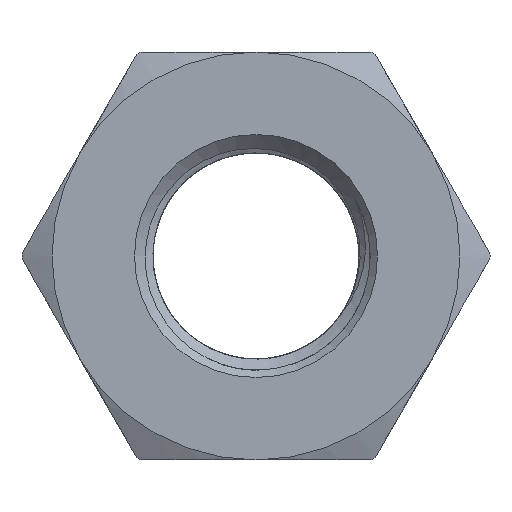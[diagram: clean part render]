
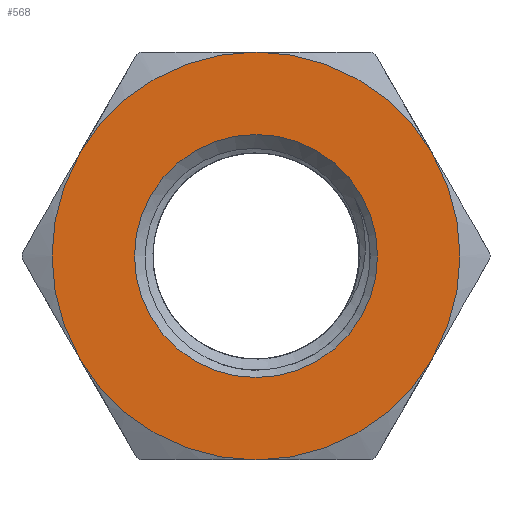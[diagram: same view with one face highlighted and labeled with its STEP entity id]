
A CAD part, left-side view. The second image highlights one B-rep face of the part: STEP entity #568.
In plain terms, the highlighted planar face has unit normal (-1, 0, 0).
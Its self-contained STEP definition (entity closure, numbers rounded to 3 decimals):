
#35=PLANE('',#636);
#101=FACE_BOUND('',#174,.T.);
#134=FACE_OUTER_BOUND('',#173,.T.);
#173=EDGE_LOOP('',(#507,#508,#509,#510,#511,#512));
#174=EDGE_LOOP('',(#513));
#183=CIRCLE('',#584,8.301);
#191=CIRCLE('',#606,13.935);
#193=CIRCLE('',#609,13.935);
#196=CIRCLE('',#613,13.935);
#197=CIRCLE('',#615,13.935);
#200=CIRCLE('',#619,13.935);
#208=CIRCLE('',#634,13.935);
#233=VERTEX_POINT('',#840);
#253=VERTEX_POINT('',#4876);
#258=VERTEX_POINT('',#4891);
#263=VERTEX_POINT('',#4906);
#270=VERTEX_POINT('',#4925);
#273=VERTEX_POINT('',#4936);
#278=VERTEX_POINT('',#4951);
#287=EDGE_CURVE('',#233,#233,#183,.T.);
#345=EDGE_CURVE('',#270,#278,#191,.T.);
#347=EDGE_CURVE('',#263,#270,#193,.T.);
#350=EDGE_CURVE('',#278,#258,#196,.T.);
#351=EDGE_CURVE('',#258,#273,#197,.T.);
#354=EDGE_CURVE('',#273,#253,#200,.T.);
#362=EDGE_CURVE('',#253,#263,#208,.T.);
#507=ORIENTED_EDGE('',*,*,#362,.F.);
#508=ORIENTED_EDGE('',*,*,#354,.F.);
#509=ORIENTED_EDGE('',*,*,#351,.F.);
#510=ORIENTED_EDGE('',*,*,#350,.F.);
#511=ORIENTED_EDGE('',*,*,#345,.F.);
#512=ORIENTED_EDGE('',*,*,#347,.F.);
#513=ORIENTED_EDGE('',*,*,#287,.T.);
#568=ADVANCED_FACE('',(#134,#101),#35,.T.);
#584=AXIS2_PLACEMENT_3D('',#841,#650,#651);
#606=AXIS2_PLACEMENT_3D('',#4965,#716,#717);
#609=AXIS2_PLACEMENT_3D('',#4968,#722,#723);
#613=AXIS2_PLACEMENT_3D('',#4972,#730,#731);
#615=AXIS2_PLACEMENT_3D('',#4974,#734,#735);
#619=AXIS2_PLACEMENT_3D('',#4978,#742,#743);
#634=AXIS2_PLACEMENT_3D('',#4994,#772,#773);
#636=AXIS2_PLACEMENT_3D('',#4996,#776,#777);
#650=DIRECTION('center_axis',(1.,0.,0.));
#651=DIRECTION('ref_axis',(0.,1.,0.));
#716=DIRECTION('center_axis',(1.,0.,0.));
#717=DIRECTION('ref_axis',(0.,-1.,0.));
#722=DIRECTION('center_axis',(1.,0.,0.));
#723=DIRECTION('ref_axis',(0.,-1.,0.));
#730=DIRECTION('center_axis',(1.,0.,0.));
#731=DIRECTION('ref_axis',(0.,-1.,0.));
#734=DIRECTION('center_axis',(1.,0.,0.));
#735=DIRECTION('ref_axis',(0.,-1.,0.));
#742=DIRECTION('center_axis',(1.,0.,0.));
#743=DIRECTION('ref_axis',(0.,-1.,0.));
#772=DIRECTION('center_axis',(1.,0.,0.));
#773=DIRECTION('ref_axis',(0.,-1.,0.));
#776=DIRECTION('center_axis',(-1.,0.,0.));
#777=DIRECTION('ref_axis',(0.,0.,1.));
#840=CARTESIAN_POINT('',(-19.,8.301,0.));
#841=CARTESIAN_POINT('Origin',(-19.,0.,0.));
#4876=CARTESIAN_POINT('',(-19.,12.068,-6.968));
#4891=CARTESIAN_POINT('',(-19.,-12.068,-6.967));
#4906=CARTESIAN_POINT('',(-19.,12.068,6.967));
#4925=CARTESIAN_POINT('',(-19.,0.,13.935));
#4936=CARTESIAN_POINT('',(-19.,0.,-13.935));
#4951=CARTESIAN_POINT('',(-19.,-12.068,6.968));
#4965=CARTESIAN_POINT('Origin',(-19.,0.,0.));
#4968=CARTESIAN_POINT('Origin',(-19.,0.,0.));
#4972=CARTESIAN_POINT('Origin',(-19.,0.,0.));
#4974=CARTESIAN_POINT('Origin',(-19.,0.,0.));
#4978=CARTESIAN_POINT('Origin',(-19.,0.,0.));
#4994=CARTESIAN_POINT('Origin',(-19.,0.,0.));
#4996=CARTESIAN_POINT('Origin',(-19.,15.985,0.));
